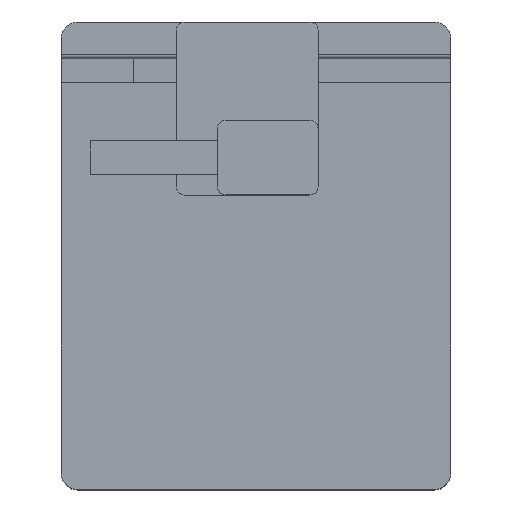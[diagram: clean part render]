
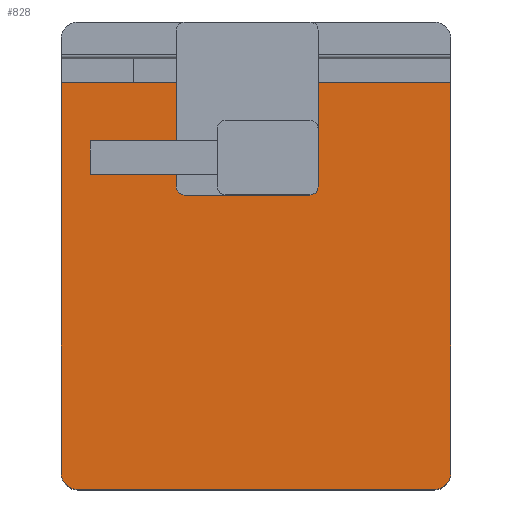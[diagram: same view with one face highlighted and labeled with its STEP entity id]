
A CAD part, top view. The second image highlights one B-rep face of the part: STEP entity #828.
In plain terms, the highlighted planar face has unit normal (0, 0, 1).
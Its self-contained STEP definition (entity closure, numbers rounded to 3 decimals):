
#312=CIRCLE('',#4843,2.);
#314=CIRCLE('',#4847,2.);
#586=FACE_OUTER_BOUND('',#1351,.T.);
#828=ADVANCED_FACE('',(#586),#1056,.T.);
#1056=PLANE('',#4857);
#1351=EDGE_LOOP('',(#1839,#1840,#1841,#1842,#1843,#1844));
#1839=ORIENTED_EDGE('',*,*,#3475,.T.);
#1840=ORIENTED_EDGE('',*,*,#3455,.T.);
#1841=ORIENTED_EDGE('',*,*,#3443,.F.);
#1842=ORIENTED_EDGE('',*,*,#3460,.T.);
#1843=ORIENTED_EDGE('',*,*,#3463,.T.);
#1844=ORIENTED_EDGE('',*,*,#3466,.T.);
#2963=VERTEX_POINT('',#7008);
#2964=VERTEX_POINT('',#7010);
#2974=VERTEX_POINT('',#7034);
#2978=VERTEX_POINT('',#7044);
#2980=VERTEX_POINT('',#7050);
#2982=VERTEX_POINT('',#7056);
#3443=EDGE_CURVE('',#2963,#2964,#4050,.T.);
#3455=EDGE_CURVE('',#2974,#2964,#4059,.T.);
#3460=EDGE_CURVE('',#2963,#2978,#312,.T.);
#3463=EDGE_CURVE('',#2978,#2980,#4065,.T.);
#3466=EDGE_CURVE('',#2980,#2982,#314,.T.);
#3475=EDGE_CURVE('',#2982,#2974,#4073,.T.);
#4050=LINE('',#7009,#4417);
#4059=LINE('',#7033,#4426);
#4065=LINE('',#7049,#4432);
#4073=LINE('',#7073,#4440);
#4417=VECTOR('',#5566,1.);
#4426=VECTOR('',#5585,1.);
#4432=VECTOR('',#5599,1.);
#4440=VECTOR('',#5619,1.);
#4843=AXIS2_PLACEMENT_3D('',#7043,#5592,#5593);
#4847=AXIS2_PLACEMENT_3D('',#7055,#5604,#5605);
#4857=AXIS2_PLACEMENT_3D('',#7101,#5641,#5642);
#5566=DIRECTION('',(0.,1.,0.));
#5585=DIRECTION('',(-1.,0.,0.));
#5592=DIRECTION('',(0.,0.,1.));
#5593=DIRECTION('',(1.,0.,0.));
#5599=DIRECTION('',(1.,0.,0.));
#5604=DIRECTION('',(0.,0.,1.));
#5605=DIRECTION('',(1.,0.,0.));
#5619=DIRECTION('',(0.,1.,0.));
#5641=DIRECTION('',(0.,0.,1.));
#5642=DIRECTION('',(1.,0.,0.));
#7008=CARTESIAN_POINT('',(-17.5,-28.,27.));
#7009=CARTESIAN_POINT('',(-17.5,0.,27.));
#7010=CARTESIAN_POINT('',(-17.5,19.606,27.));
#7033=CARTESIAN_POINT('',(0.,19.606,27.));
#7034=CARTESIAN_POINT('',(30.,19.606,27.));
#7043=CARTESIAN_POINT('',(-15.5,-28.,27.));
#7044=CARTESIAN_POINT('',(-15.5,-30.,27.));
#7049=CARTESIAN_POINT('',(-30.,-30.,27.));
#7050=CARTESIAN_POINT('',(28.,-30.,27.));
#7055=CARTESIAN_POINT('',(28.,-28.,27.));
#7056=CARTESIAN_POINT('',(30.,-28.,27.));
#7073=CARTESIAN_POINT('',(30.,-30.,27.));
#7101=CARTESIAN_POINT('',(0.,0.,27.));
